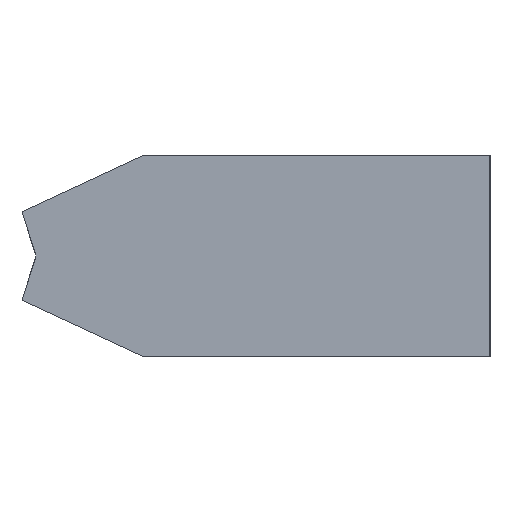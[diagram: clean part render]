
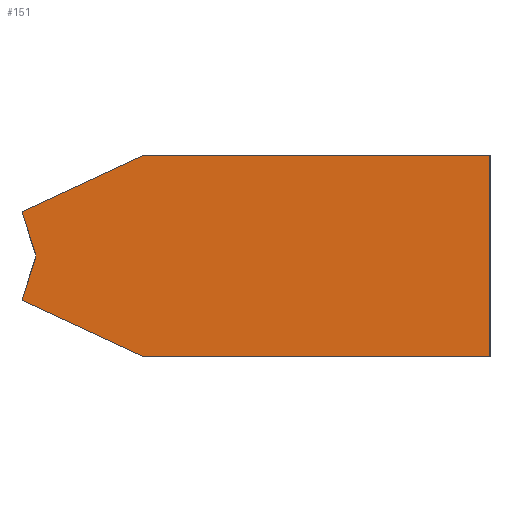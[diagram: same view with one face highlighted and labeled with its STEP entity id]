
A CAD part, left-side view. The second image highlights one B-rep face of the part: STEP entity #151.
In plain terms, the highlighted planar face has unit normal (-1, 0, 0).
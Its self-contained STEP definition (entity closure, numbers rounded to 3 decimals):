
#151 = ADVANCED_FACE( '', ( #337 ), #338, .F. );
#337 = FACE_OUTER_BOUND( '', #523, .T. );
#338 = PLANE( '', #524 );
#523 = EDGE_LOOP( '', ( #1116, #1117, #1118, #1119, #1120, #1121, #1122 ) );
#524 = AXIS2_PLACEMENT_3D( '', #1123, #1124, #1125 );
#1116 = ORIENTED_EDGE( '', *, *, #1310, .F. );
#1117 = ORIENTED_EDGE( '', *, *, #1297, .F. );
#1118 = ORIENTED_EDGE( '', *, *, #1301, .F. );
#1119 = ORIENTED_EDGE( '', *, *, #1302, .F. );
#1120 = ORIENTED_EDGE( '', *, *, #1261, .F. );
#1121 = ORIENTED_EDGE( '', *, *, #1305, .F. );
#1122 = ORIENTED_EDGE( '', *, *, #1308, .F. );
#1123 = CARTESIAN_POINT( '', ( 0., 0., 0. ) );
#1124 = DIRECTION( '', ( 1., 0., 0. ) );
#1125 = DIRECTION( '', ( 0., 0., -1. ) );
#1261 = EDGE_CURVE( '', #1552, #1554, #1555, .T. );
#1297 = EDGE_CURVE( '', #1592, #1594, #1595, .T. );
#1301 = EDGE_CURVE( '', #1598, #1592, #1600, .T. );
#1302 = EDGE_CURVE( '', #1554, #1598, #1601, .T. );
#1305 = EDGE_CURVE( '', #1604, #1552, #1606, .T. );
#1308 = EDGE_CURVE( '', #1609, #1604, #1611, .T. );
#1310 = EDGE_CURVE( '', #1594, #1609, #1613, .T. );
#1552 = VERTEX_POINT( '', #1917 );
#1554 = VERTEX_POINT( '', #1920 );
#1555 = LINE( '', #1921, #1922 );
#1592 = VERTEX_POINT( '', #1961 );
#1594 = VERTEX_POINT( '', #1964 );
#1595 = LINE( '', #1965, #1966 );
#1598 = VERTEX_POINT( '', #1971 );
#1600 = LINE( '', #1974, #1975 );
#1601 = LINE( '', #1976, #1977 );
#1604 = VERTEX_POINT( '', #1981 );
#1606 = LINE( '', #1984, #1985 );
#1609 = VERTEX_POINT( '', #1989 );
#1611 = LINE( '', #1992, #1993 );
#1613 = LINE( '', #1996, #1997 );
#1917 = CARTESIAN_POINT( '', ( 0., 58.045, -5.5 ) );
#1920 = CARTESIAN_POINT( '', ( 0., 56.311, 0. ) );
#1921 = CARTESIAN_POINT( '', ( 0., 58.045, -5.5 ) );
#1922 = VECTOR( '', #2277, 1. );
#1961 = CARTESIAN_POINT( '', ( 0., 43.033, 12.5 ) );
#1964 = CARTESIAN_POINT( '', ( 0., 0., 12.5 ) );
#1965 = CARTESIAN_POINT( '', ( 0., 43.033, 12.5 ) );
#1966 = VECTOR( '', #2377, 1. );
#1971 = CARTESIAN_POINT( '', ( 0., 58.045, 5.5 ) );
#1974 = CARTESIAN_POINT( '', ( 0., 58.045, 5.5 ) );
#1975 = VECTOR( '', #2381, 1. );
#1976 = CARTESIAN_POINT( '', ( 0., 56.311, 0. ) );
#1977 = VECTOR( '', #2382, 1. );
#1981 = CARTESIAN_POINT( '', ( 0., 43.033, -12.5 ) );
#1984 = CARTESIAN_POINT( '', ( 0., 43.033, -12.5 ) );
#1985 = VECTOR( '', #2385, 1. );
#1989 = CARTESIAN_POINT( '', ( 0., 0., -12.5 ) );
#1992 = CARTESIAN_POINT( '', ( 0., 0., -12.5 ) );
#1993 = VECTOR( '', #2388, 1. );
#1996 = CARTESIAN_POINT( '', ( 0., 0., 12.5 ) );
#1997 = VECTOR( '', #2390, 1. );
#2277 = DIRECTION( '', ( 0., -0.301, 0.954 ) );
#2377 = DIRECTION( '', ( 0., -1., 0. ) );
#2381 = DIRECTION( '', ( 0., -0.906, 0.423 ) );
#2382 = DIRECTION( '', ( 0., 0.301, 0.954 ) );
#2385 = DIRECTION( '', ( 0., 0.906, 0.423 ) );
#2388 = DIRECTION( '', ( 0., 1., 0. ) );
#2390 = DIRECTION( '', ( 0., 0., -1. ) );
